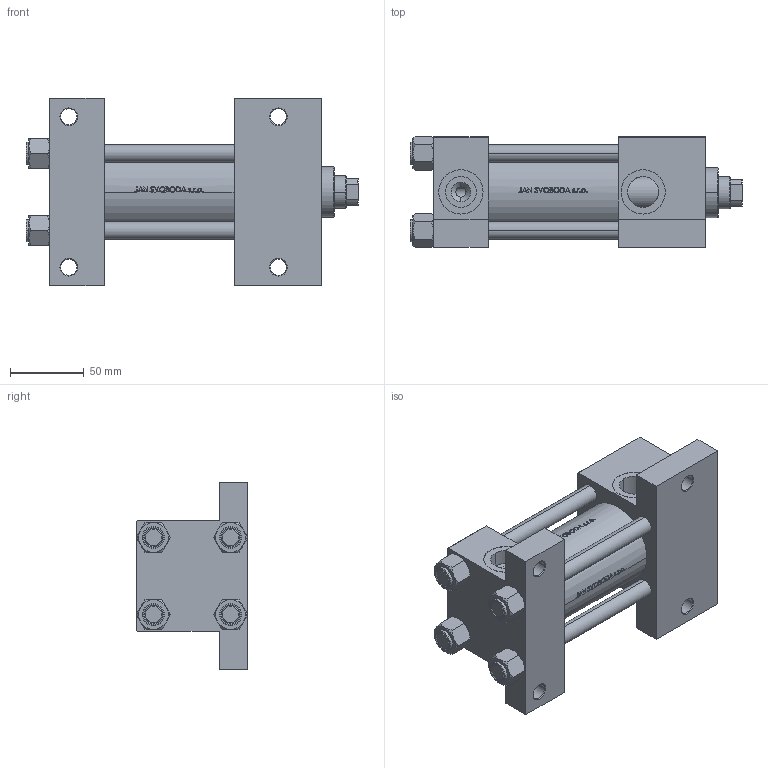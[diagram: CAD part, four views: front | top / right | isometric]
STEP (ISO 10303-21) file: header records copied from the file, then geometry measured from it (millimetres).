
FILE_DESCRIPTION (( 'STEP AP203' ), '1' );
FILE_NAME ('5fcb.STEP', '2023-08-23T06:20:15', ( '' ), ( '' ), 'SwSTEP 2.0', 'SolidWorks 2019', '' );
FILE_SCHEMA (( 'CONFIG_CONTROL_DESIGN' ));
Length unit declared in the file: millimetre
Products named in the file (6): 5fcb; V215CR_G_TYCINKA 28eec67367a6d1e8e8fbd4b179937974; V215CR_VCP_G 28eec67367a6d1e8e8fbd4b179937974; V215_VC_A 28eec67367a6d1e8e8fbd4b179937974; V215CR_G_Body 28eec67367a6d1e8e8fbd4b179937974; NUT_M5_G 28eec67367a6d1e8e8fbd4b179937974
Assembly tree (11 placements, depth 2):
  5fcb
    V215CR_G_Body 28eec67367a6d1e8e8fbd4b179937974
    V215CR_VCP_G 28eec67367a6d1e8e8fbd4b179937974
    V215CR_G_TYCINKA 28eec67367a6d1e8e8fbd4b179937974  x4
    NUT_M5_G 28eec67367a6d1e8e8fbd4b179937974  x4
    V215_VC_A 28eec67367a6d1e8e8fbd4b179937974
Bounding box: 225 x 75.54 x 127 mm (x, y, z)
Volume: 795808.6 mm3; surface area: 175911.4 mm2
Topology: 11 solids, 11 shells, 1087 faces, 2748 edges, 1765 vertices
Faces by surface type: plane 431, bspline 380, cone 144, cylinder 124, torus 8
Entity records: 47492 total; most frequent: CARTESIAN_POINT 25933, ORIENTED_EDGE 4988, DIRECTION 3036, EDGE_CURVE 2494, VERTEX_POINT 1621, LINE 1292, VECTOR 1292, EDGE_LOOP 1069
